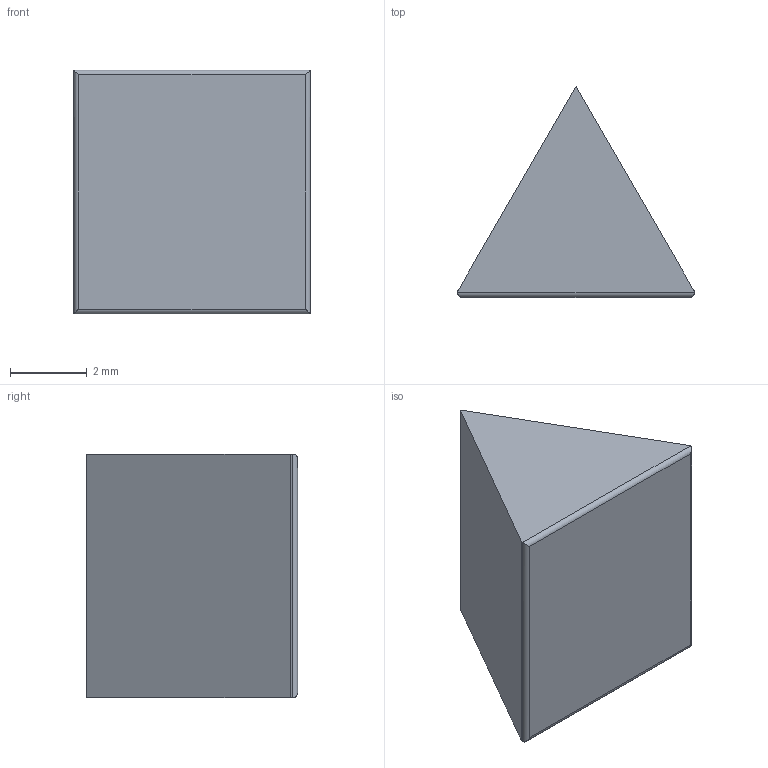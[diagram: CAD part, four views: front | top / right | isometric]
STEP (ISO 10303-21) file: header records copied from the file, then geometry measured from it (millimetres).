
FILE_DESCRIPTION (( 'STEP AP214' ), '1' );
FILE_NAME ('P250BBB.step', '2012-04-20T21:01:14', ( '' ), ( '' ), 'SwSTEP 2.0', 'SolidWorks 2012', '' );
FILE_SCHEMA (( 'AUTOMOTIVE_DESIGN' ));
Length unit declared in the file: inch
Products named in the file (1): P250BBB
Bounding box: 6.16 x 5.5 x 6.35 mm (x, y, z)
Volume: 110.7 mm3; surface area: 153 mm2
Topology: 1 solids, 1 shells, 10 faces, 22 edges, 14 vertices
Faces by surface type: cylinder 5, plane 5
Entity records: 314 total; most frequent: CARTESIAN_POINT 59, DIRECTION 44, ORIENTED_EDGE 44, EDGE_CURVE 22, AXIS2_PLACEMENT_3D 15, LINE 14, VECTOR 14, VERTEX_POINT 14
